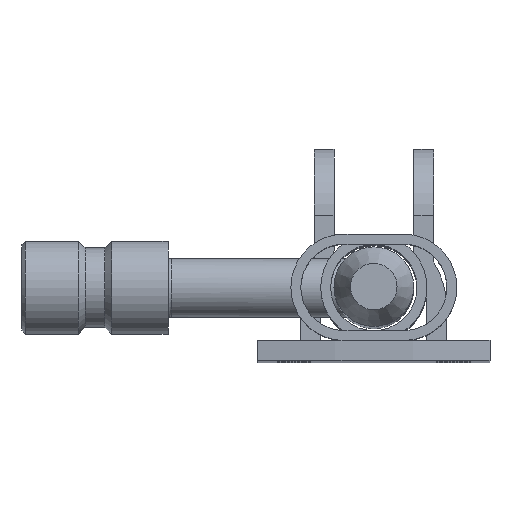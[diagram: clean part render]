
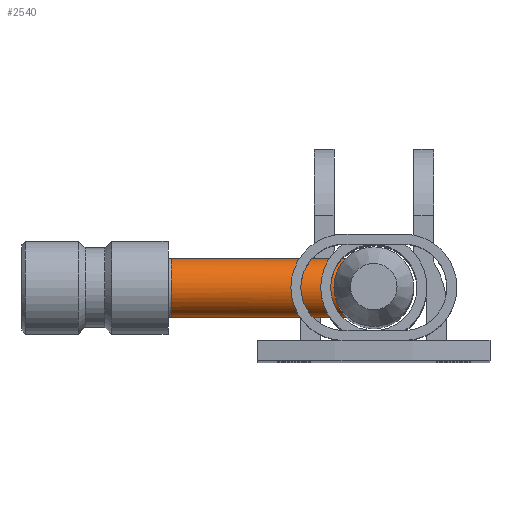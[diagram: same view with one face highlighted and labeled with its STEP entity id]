
A CAD part, top view. The second image highlights one B-rep face of the part: STEP entity #2540.
In plain terms, the highlighted cylindrical face has radius 4.4 mm (diameter 8.8 mm), a full revolution.
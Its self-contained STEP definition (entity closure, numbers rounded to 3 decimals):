
#767 = CARTESIAN_POINT ( 'NONE',  ( -4.876, -3.501, 0.321 ) ) ;
#829 = CARTESIAN_POINT ( 'NONE',  ( -4.119, -4.362, 2.407 ) ) ;
#931 = CARTESIAN_POINT ( 'NONE',  ( -5.356, -2.742, -0.486 ) ) ;
#991 = CARTESIAN_POINT ( 'NONE',  ( -4.079, -4.4, 2.854 ) ) ;
#1046 = CARTESIAN_POINT ( 'NONE',  ( -5.359, 2.71, -0.478 ) ) ;
#1095 = CARTESIAN_POINT ( 'NONE',  ( -4.079, 4.4, 3.3 ) ) ;
#1148 = CARTESIAN_POINT ( 'NONE',  ( -5.243, 2.927, -0.297 ) ) ;
#1197 = CARTESIAN_POINT ( 'NONE',  ( -5.237, 2.937, 6.288 ) ) ;
#1242 = CARTESIAN_POINT ( 'NONE',  ( -5.883, 1.187, 7.239 ) ) ;
#1525 = ORIENTED_EDGE ( 'NONE', *, *, #9779, .F. ) ;
#1528 = AXIS2_PLACEMENT_3D ( 'NONE', #8887, #7591, #5228 ) ;
#2084 = CARTESIAN_POINT ( 'NONE',  ( -5.003, -3.32, 5.9 ) ) ;
#2138 = CARTESIAN_POINT ( 'NONE',  ( -5.975, -0.618, -1.367 ) ) ;
#2353 = CARTESIAN_POINT ( 'NONE',  ( -4.53, 3.937, 1.015 ) ) ;
#2540 = ADVANCED_FACE ( 'NONE', ( #8303, #14534 ), #3598, .T. ) ;
#3042 = CARTESIAN_POINT ( 'NONE',  ( -30.5, 0., -1.4 ) ) ;
#3272 = CARTESIAN_POINT ( 'NONE',  ( -4.879, -3.497, 5.685 ) ) ;
#3323 = CARTESIAN_POINT ( 'NONE',  ( -6., 0.136, -1.4 ) ) ;
#3382 = CARTESIAN_POINT ( 'NONE',  ( -4.327, -4.159, 4.463 ) ) ;
#3437 = CARTESIAN_POINT ( 'NONE',  ( -4.208, 4.277, 1.958 ) ) ;
#3538 = CARTESIAN_POINT ( 'NONE',  ( -4.884, 3.491, 0.308 ) ) ;
#3598 = CYLINDRICAL_SURFACE ( 'NONE', #12741, 4.4 ) ;
#4143 = CARTESIAN_POINT ( 'NONE',  ( -31., 0., 3. ) ) ;
#4190 = DIRECTION ( 'NONE',  ( 0., 0., -1. ) ) ;
#4329 = CARTESIAN_POINT ( 'NONE',  ( -6., -0.304, 7.4 ) ) ;
#4421 = CARTESIAN_POINT ( 'NONE',  ( -5.664, -2., 6.93 ) ) ;
#4474 = CARTESIAN_POINT ( 'NONE',  ( -4.644, -3.805, 5.227 ) ) ;
#4535 = CARTESIAN_POINT ( 'NONE',  ( -4.641, -3.808, 0.778 ) ) ;
#4594 = CARTESIAN_POINT ( 'NONE',  ( -5.995, 0.286, -1.393 ) ) ;
#4698 = CARTESIAN_POINT ( 'NONE',  ( -5.957, 0.735, -1.341 ) ) ;
#4756 = CARTESIAN_POINT ( 'NONE',  ( -4.205, 4.28, 4.032 ) ) ;
#4799 = CARTESIAN_POINT ( 'NONE',  ( -5.976, 0.608, 7.368 ) ) ;
#5228 = DIRECTION ( 'NONE',  ( 0., 0., -1. ) ) ;
#5587 = CARTESIAN_POINT ( 'NONE',  ( -5.824, -1.468, 7.158 ) ) ;
#5649 = CARTESIAN_POINT ( 'NONE',  ( -5.822, -1.479, -1.154 ) ) ;
#5805 = VERTEX_POINT ( 'NONE', #3042 ) ;
#5866 = CARTESIAN_POINT ( 'NONE',  ( -5.782, 1.607, 7.099 ) ) ;
#5915 = CARTESIAN_POINT ( 'NONE',  ( -4.642, 3.807, 5.224 ) ) ;
#5963 = CARTESIAN_POINT ( 'NONE',  ( -5.354, 2.721, 6.469 ) ) ;
#6019 = CARTESIAN_POINT ( 'NONE',  ( -5.57, 2.244, -0.795 ) ) ;
#6076 = CARTESIAN_POINT ( 'NONE',  ( -5.667, 1.992, -0.934 ) ) ;
#6803 = CARTESIAN_POINT ( 'NONE',  ( -4.238, -4.248, 4.184 ) ) ;
#6963 = EDGE_LOOP ( 'NONE', ( #1525 ) ) ;
#6964 = CARTESIAN_POINT ( 'NONE',  ( -4.115, -4.368, 3.608 ) ) ;
#7012 = CARTESIAN_POINT ( 'NONE',  ( -4.526, 3.942, 4.976 ) ) ;
#7116 = CARTESIAN_POINT ( 'NONE',  ( -5.828, 1.455, -1.163 ) ) ;
#7591 = DIRECTION ( 'NONE',  ( 1., 0., 0. ) ) ;
#7593 = DIRECTION ( 'NONE',  ( 1., 0., 0. ) ) ;
#7978 = CARTESIAN_POINT ( 'NONE',  ( -4.087, -4.393, 2.705 ) ) ;
#8093 = CARTESIAN_POINT ( 'NONE',  ( -4.998, -3.328, 0.109 ) ) ;
#8147 = CARTESIAN_POINT ( 'NONE',  ( -5.24, -2.931, 6.293 ) ) ;
#8303 = FACE_OUTER_BOUND ( 'NONE', #15054, .T. ) ;
#8322 = CARTESIAN_POINT ( 'NONE',  ( -5.891, 1.175, -1.251 ) ) ;
#8364 = CARTESIAN_POINT ( 'NONE',  ( -4.08, 4.4, 2.691 ) ) ;
#8887 = CARTESIAN_POINT ( 'NONE',  ( -30.5, 0., 3. ) ) ;
#9179 = CARTESIAN_POINT ( 'NONE',  ( -4.323, -4.164, 1.549 ) ) ;
#9231 = CARTESIAN_POINT ( 'NONE',  ( -5.355, -2.718, 6.471 ) ) ;
#9277 = CARTESIAN_POINT ( 'NONE',  ( -5.886, -1.2, -1.244 ) ) ;
#9328 = CARTESIAN_POINT ( 'NONE',  ( -4.236, -4.25, 1.823 ) ) ;
#9332 = VERTEX_POINT ( 'NONE', #10281 ) ;
#9388 = CARTESIAN_POINT ( 'NONE',  ( -4.375, 4.107, 4.585 ) ) ;
#9449 = CARTESIAN_POINT ( 'NONE',  ( -6., 0.304, 7.4 ) ) ;
#9492 = CARTESIAN_POINT ( 'NONE',  ( -4.879, 3.498, 5.683 ) ) ;
#9551 = CARTESIAN_POINT ( 'NONE',  ( -4.331, 4.153, 1.539 ) ) ;
#9558 = CIRCLE ( 'NONE', #1528, 4.4 ) ;
#9779 = EDGE_CURVE ( 'NONE', #9332, #9332, #11651, .T. ) ;
#10281 = CARTESIAN_POINT ( 'NONE',  ( -6., 0., 7.4 ) ) ;
#10336 = ORIENTED_EDGE ( 'NONE', *, *, #14558, .T. ) ;
#10347 = CARTESIAN_POINT ( 'NONE',  ( -4.526, -3.942, 1.025 ) ) ;
#10442 = CARTESIAN_POINT ( 'NONE',  ( -5.999, -0.313, -1.399 ) ) ;
#10501 = CARTESIAN_POINT ( 'NONE',  ( -5.576, -2.284, -0.806 ) ) ;
#10594 = CARTESIAN_POINT ( 'NONE',  ( -4.114, 4.368, 2.392 ) ) ;
#10646 = CARTESIAN_POINT ( 'NONE',  ( -4.646, 3.802, 0.768 ) ) ;
#10698 = CARTESIAN_POINT ( 'NONE',  ( -4.113, 4.369, 3.597 ) ) ;
#11432 = CARTESIAN_POINT ( 'NONE',  ( -6., 0., 7.4 ) ) ;
#11590 = CARTESIAN_POINT ( 'NONE',  ( -5.89, -1.182, 7.249 ) ) ;
#11643 = CARTESIAN_POINT ( 'NONE',  ( -5.977, -0.601, 7.369 ) ) ;
#11651 = B_SPLINE_CURVE_WITH_KNOTS ( 'NONE', 3,
 ( #11432, #4329, #11643, #11590, #5587, #4421, #14079, #9231, #8147, #2084, #3272, #4474, #12789, #3382, #6803, #6964, #15047, #991, #7978, #829, #15163, #9328, #9179, #10347, #4535, #767, #8093, #931, #10501, #5649, #9277, #2138, #10442, #3323, #4594, #15263, #4698, #8322, #7116, #6076, #6019, #1046, #1148, #14266, #3538, #10646, #2353, #13003, #9551, #11847, #3437, #10594, #8364, #1095, #10698, #4756, #15363, #13058, #9388, #7012, #5915, #9492, #12955, #1197, #5963, #14180, #11891, #5866, #11947, #1242, #14230, #4799, #9449, #11741 ),
 .UNSPECIFIED., .T., .F.,
 ( 4, 2, 2, 2, 2, 2, 2, 2, 2, 2, 2, 2, 2, 2, 2, 2, 2, 2, 2, 2, 2, 2, 2, 2, 2, 2, 2, 2, 2, 2, 2, 2, 2, 2, 2, 2, 4 ),
 ( 0., 0.001, 0.002, 0.003, 0.004, 0.004, 0.005, 0.006, 0.007, 0.008, 0.008, 0.009, 0.01, 0.011, 0.013, 0.013, 0.014, 0.015, 0.015, 0.016, 0.017, 0.018, 0.019, 0.02, 0.02, 0.021, 0.022, 0.022, 0.023, 0.023, 0.024, 0.025, 0.026, 0.027, 0.027, 0.028, 0.029 ),
 .UNSPECIFIED. ) ;
#11741 = CARTESIAN_POINT ( 'NONE',  ( -6., 0., 7.4 ) ) ;
#11847 = CARTESIAN_POINT ( 'NONE',  ( -4.246, 4.24, 1.815 ) ) ;
#11891 = CARTESIAN_POINT ( 'NONE',  ( -5.661, 2.008, 6.926 ) ) ;
#11947 = CARTESIAN_POINT ( 'NONE',  ( -5.819, 1.468, 7.15 ) ) ;
#12741 = AXIS2_PLACEMENT_3D ( 'NONE', #4143, #7593, #4190 ) ;
#12789 = CARTESIAN_POINT ( 'NONE',  ( -4.53, -3.937, 4.985 ) ) ;
#12955 = CARTESIAN_POINT ( 'NONE',  ( -5., 3.325, 5.895 ) ) ;
#13003 = CARTESIAN_POINT ( 'NONE',  ( -4.378, 4.103, 1.405 ) ) ;
#13058 = CARTESIAN_POINT ( 'NONE',  ( -4.328, 4.156, 4.451 ) ) ;
#14079 = CARTESIAN_POINT ( 'NONE',  ( -5.568, -2.251, 6.791 ) ) ;
#14180 = CARTESIAN_POINT ( 'NONE',  ( -5.565, 2.256, 6.788 ) ) ;
#14230 = CARTESIAN_POINT ( 'NONE',  ( -5.91, 1.044, 7.277 ) ) ;
#14266 = CARTESIAN_POINT ( 'NONE',  ( -5.005, 3.317, 0.096 ) ) ;
#14534 = FACE_OUTER_BOUND ( 'NONE', #6963, .T. ) ;
#14558 = EDGE_CURVE ( 'NONE', #5805, #5805, #9558, .T. ) ;
#15047 = CARTESIAN_POINT ( 'NONE',  ( -4.079, -4.4, 3.304 ) ) ;
#15054 = EDGE_LOOP ( 'NONE', ( #10336 ) ) ;
#15163 = CARTESIAN_POINT ( 'NONE',  ( -4.144, -4.339, 2.257 ) ) ;
#15263 = CARTESIAN_POINT ( 'NONE',  ( -5.973, 0.585, -1.364 ) ) ;
#15363 = CARTESIAN_POINT ( 'NONE',  ( -4.243, 4.243, 4.176 ) ) ;
